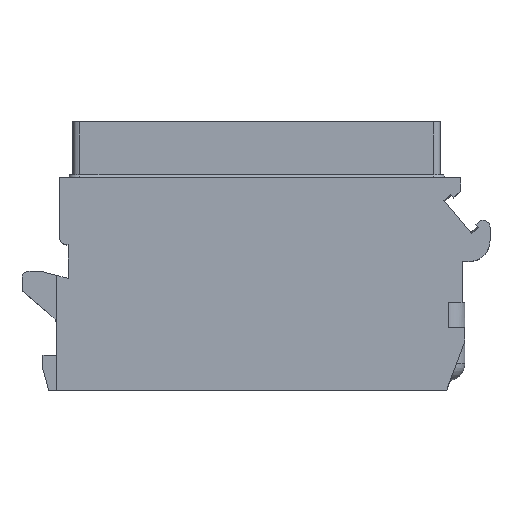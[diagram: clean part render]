
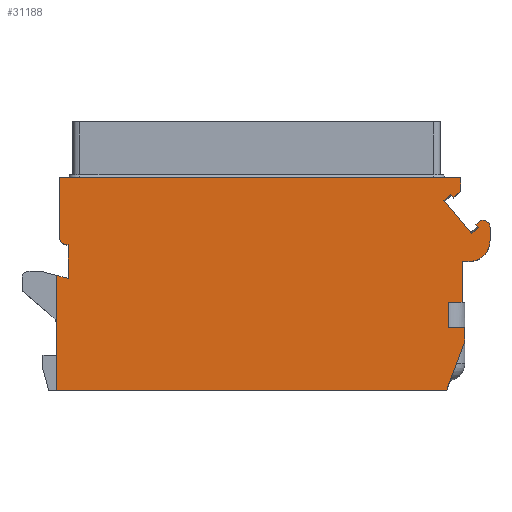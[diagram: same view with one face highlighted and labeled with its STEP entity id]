
A CAD part, top view. The second image highlights one B-rep face of the part: STEP entity #31188.
In plain terms, the highlighted planar face has unit normal (0, 0, 1).
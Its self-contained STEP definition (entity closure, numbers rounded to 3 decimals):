
#98=DIRECTION('',(0.643,-0.766,0.));
#99=VECTOR('',#98,0.3);
#100=CARTESIAN_POINT('',(15.698,11.873,7.));
#101=LINE('',#100,#99);
#102=DIRECTION('',(0.766,0.643,0.));
#103=VECTOR('',#102,0.236);
#104=CARTESIAN_POINT('',(15.698,11.873,7.));
#105=LINE('',#104,#103);
#106=DIRECTION('',(0.,1.,0.));
#107=VECTOR('',#106,0.942);
#108=CARTESIAN_POINT('',(16.7,10.7,7.));
#109=LINE('',#108,#107);
#110=DIRECTION('',(-1.,0.,0.));
#111=VECTOR('',#110,0.5);
#112=CARTESIAN_POINT('',(15.2,9.2,7.));
#113=LINE('',#112,#111);
#114=DIRECTION('',(0.,-1.,0.));
#115=VECTOR('',#114,2.9);
#116=CARTESIAN_POINT('',(14.7,9.2,7.));
#117=LINE('',#116,#115);
#118=DIRECTION('',(-1.,0.,0.));
#119=VECTOR('',#118,1.);
#120=CARTESIAN_POINT('',(14.7,6.3,7.));
#121=LINE('',#120,#119);
#122=DIRECTION('',(0.,-1.,0.));
#123=VECTOR('',#122,1.8);
#124=CARTESIAN_POINT('',(13.7,6.3,7.));
#125=LINE('',#124,#123);
#126=DIRECTION('',(1.,0.,0.));
#127=VECTOR('',#126,1.2);
#128=CARTESIAN_POINT('',(13.7,4.5,7.));
#129=LINE('',#128,#127);
#130=DIRECTION('',(0.,-1.,0.));
#131=VECTOR('',#130,1.);
#132=CARTESIAN_POINT('',(14.9,4.5,7.));
#133=LINE('',#132,#131);
#134=DIRECTION('',(-0.348,-0.937,0.));
#135=VECTOR('',#134,3.734);
#136=CARTESIAN_POINT('',(14.9,3.5,7.));
#137=LINE('',#136,#135);
#138=DIRECTION('',(1.,0.,0.));
#139=VECTOR('',#138,27.9);
#140=CARTESIAN_POINT('',(-14.3,0.,7.));
#141=LINE('',#140,#139);
#142=DIRECTION('',(0.966,-0.259,0.));
#143=VECTOR('',#142,0.828);
#144=CARTESIAN_POINT('',(-14.3,8.205,7.));
#145=LINE('',#144,#143);
#146=DIRECTION('',(0.,1.,0.));
#147=VECTOR('',#146,2.409);
#148=CARTESIAN_POINT('',(-13.5,7.991,7.));
#149=LINE('',#148,#147);
#150=DIRECTION('',(-1.,0.,0.));
#151=VECTOR('',#150,0.1);
#152=CARTESIAN_POINT('',(-13.5,10.4,7.));
#153=LINE('',#152,#151);
#154=CARTESIAN_POINT('',(-13.6,10.9,7.));
#155=DIRECTION('',(0.,0.,1.));
#156=DIRECTION('',(-1.,0.,0.));
#157=AXIS2_PLACEMENT_3D('',#154,#155,#156);
#159=DIRECTION('',(0.,-1.,0.));
#160=VECTOR('',#159,4.3);
#161=CARTESIAN_POINT('',(-14.1,15.2,7.));
#162=LINE('',#161,#160);
#163=DIRECTION('',(-1.,0.,0.));
#164=VECTOR('',#163,28.7);
#165=CARTESIAN_POINT('',(14.6,15.2,7.));
#166=LINE('',#165,#164);
#167=DIRECTION('',(0.,-1.,0.));
#168=VECTOR('',#167,0.985);
#169=CARTESIAN_POINT('',(14.6,15.2,7.));
#170=LINE('',#169,#168);
#171=DIRECTION('',(-0.766,-0.643,0.));
#172=VECTOR('',#171,0.665);
#173=CARTESIAN_POINT('',(14.6,14.215,7.));
#174=LINE('',#173,#172);
#175=DIRECTION('',(0.643,-0.766,0.));
#176=VECTOR('',#175,0.3);
#177=CARTESIAN_POINT('',(13.898,14.018,7.));
#178=LINE('',#177,#176);
#179=DIRECTION('',(0.643,-0.766,0.));
#180=VECTOR('',#179,3.1);
#181=CARTESIAN_POINT('',(13.4,13.6,7.));
#182=LINE('',#181,#180);
#195=CARTESIAN_POINT('',(16.2,11.642,7.));
#196=DIRECTION('',(0.,0.,1.));
#197=DIRECTION('',(1.,0.,0.));
#198=AXIS2_PLACEMENT_3D('',#195,#196,#197);
#222=CARTESIAN_POINT('',(15.2,10.7,7.));
#223=DIRECTION('',(0.,0.,-1.));
#224=DIRECTION('',(1.,0.,0.));
#225=AXIS2_PLACEMENT_3D('',#222,#223,#224);
#448=DIRECTION('',(0.,-1.,0.));
#449=VECTOR('',#448,8.205);
#450=CARTESIAN_POINT('',(-14.3,8.205,7.));
#451=LINE('',#450,#449);
#664=DIRECTION('',(0.766,0.643,0.));
#665=VECTOR('',#664,0.65);
#666=CARTESIAN_POINT('',(13.4,13.6,7.));
#667=LINE('',#666,#665);
#688=DIRECTION('',(-0.766,-0.643,0.));
#689=VECTOR('',#688,0.65);
#690=CARTESIAN_POINT('',(15.891,11.643,7.));
#691=LINE('',#690,#689);
#24424=CARTESIAN_POINT('',(-13.5,7.991,7.));
#24425=CARTESIAN_POINT('',(-13.5,10.4,7.));
#24426=VERTEX_POINT('',#24424);
#24427=VERTEX_POINT('',#24425);
#24428=CARTESIAN_POINT('',(-14.1,10.9,7.));
#24429=CARTESIAN_POINT('',(-13.6,10.4,7.));
#24430=VERTEX_POINT('',#24428);
#24431=VERTEX_POINT('',#24429);
#24432=CARTESIAN_POINT('',(-14.1,15.2,7.));
#24433=VERTEX_POINT('',#24432);
#24434=CARTESIAN_POINT('',(-14.3,8.205,7.));
#24436=VERTEX_POINT('',#24434);
#24446=CARTESIAN_POINT('',(-14.3,0.,7.));
#24447=VERTEX_POINT('',#24446);
#24490=CARTESIAN_POINT('',(14.7,9.2,7.));
#24492=VERTEX_POINT('',#24490);
#24506=CARTESIAN_POINT('',(14.7,6.3,7.));
#24507=CARTESIAN_POINT('',(13.7,6.3,7.));
#24508=VERTEX_POINT('',#24506);
#24509=VERTEX_POINT('',#24507);
#24510=CARTESIAN_POINT('',(13.7,4.5,7.));
#24511=VERTEX_POINT('',#24510);
#24512=CARTESIAN_POINT('',(14.9,4.5,7.));
#24513=VERTEX_POINT('',#24512);
#24514=CARTESIAN_POINT('',(14.9,3.5,7.));
#24515=VERTEX_POINT('',#24514);
#24516=CARTESIAN_POINT('',(13.6,0.,7.));
#24517=VERTEX_POINT('',#24516);
#24519=CARTESIAN_POINT('',(16.7,10.7,7.));
#24521=VERTEX_POINT('',#24519);
#24523=CARTESIAN_POINT('',(15.2,9.2,7.));
#24525=VERTEX_POINT('',#24523);
#24547=CARTESIAN_POINT('',(14.6,15.2,7.));
#24548=CARTESIAN_POINT('',(14.6,14.215,7.));
#24549=VERTEX_POINT('',#24547);
#24550=VERTEX_POINT('',#24548);
#24552=CARTESIAN_POINT('',(16.7,11.642,7.));
#24554=VERTEX_POINT('',#24552);
#24556=CARTESIAN_POINT('',(15.879,12.025,7.));
#24558=VERTEX_POINT('',#24556);
#26888=CARTESIAN_POINT('',(15.393,11.225,7.));
#26890=VERTEX_POINT('',#26888);
#26898=CARTESIAN_POINT('',(13.4,13.6,7.));
#26899=VERTEX_POINT('',#26898);
#26904=CARTESIAN_POINT('',(14.091,13.788,7.));
#26905=VERTEX_POINT('',#26904);
#26907=CARTESIAN_POINT('',(13.898,14.018,7.));
#26909=VERTEX_POINT('',#26907);
#26914=CARTESIAN_POINT('',(15.698,11.873,7.));
#26915=VERTEX_POINT('',#26914);
#26916=CARTESIAN_POINT('',(15.891,11.643,7.));
#26918=VERTEX_POINT('',#26916);
#31130=CARTESIAN_POINT('',(0.,0.,7.));
#31131=DIRECTION('',(0.,0.,1.));
#31132=DIRECTION('',(1.,0.,0.));
#31133=AXIS2_PLACEMENT_3D('',#31130,#31131,#31132);
#31134=PLANE('',#31133);
#31135=ORIENTED_EDGE('',*,*,#31120,.F.);
#31137=ORIENTED_EDGE('',*,*,#31136,.T.);
#31139=ORIENTED_EDGE('',*,*,#31138,.F.);
#31141=ORIENTED_EDGE('',*,*,#31140,.F.);
#31143=ORIENTED_EDGE('',*,*,#31142,.T.);
#31145=ORIENTED_EDGE('',*,*,#31144,.T.);
#31147=ORIENTED_EDGE('',*,*,#31146,.T.);
#31149=ORIENTED_EDGE('',*,*,#31148,.T.);
#31151=ORIENTED_EDGE('',*,*,#31150,.T.);
#31153=ORIENTED_EDGE('',*,*,#31152,.T.);
#31155=ORIENTED_EDGE('',*,*,#31154,.T.);
#31157=ORIENTED_EDGE('',*,*,#31156,.T.);
#31159=ORIENTED_EDGE('',*,*,#31158,.F.);
#31161=ORIENTED_EDGE('',*,*,#31160,.F.);
#31163=ORIENTED_EDGE('',*,*,#31162,.T.);
#31165=ORIENTED_EDGE('',*,*,#31164,.T.);
#31167=ORIENTED_EDGE('',*,*,#31166,.T.);
#31169=ORIENTED_EDGE('',*,*,#31168,.F.);
#31171=ORIENTED_EDGE('',*,*,#31170,.F.);
#31173=ORIENTED_EDGE('',*,*,#31172,.F.);
#31175=ORIENTED_EDGE('',*,*,#31174,.T.);
#31177=ORIENTED_EDGE('',*,*,#31176,.T.);
#31179=ORIENTED_EDGE('',*,*,#31178,.F.);
#31181=ORIENTED_EDGE('',*,*,#31180,.F.);
#31183=ORIENTED_EDGE('',*,*,#31182,.T.);
#31185=ORIENTED_EDGE('',*,*,#31184,.F.);
#31186=EDGE_LOOP('',(#31135,#31137,#31139,#31141,#31143,#31145,#31147,#31149,
#31151,#31153,#31155,#31157,#31159,#31161,#31163,#31165,#31167,#31169,#31171,
#31173,#31175,#31177,#31179,#31181,#31183,#31185));
#31187=FACE_OUTER_BOUND('',#31186,.F.);
#31188=ADVANCED_FACE('',(#31187),#31134,.T.);
#158=CIRCLE('',#157,0.5);
#199=CIRCLE('',#198,0.5);
#226=CIRCLE('',#225,1.5);
#31120=EDGE_CURVE('',#26915,#26918,#101,.T.);
#31136=EDGE_CURVE('',#26915,#24558,#105,.T.);
#31138=EDGE_CURVE('',#24554,#24558,#199,.T.);
#31140=EDGE_CURVE('',#24521,#24554,#109,.T.);
#31142=EDGE_CURVE('',#24521,#24525,#226,.T.);
#31144=EDGE_CURVE('',#24525,#24492,#113,.T.);
#31146=EDGE_CURVE('',#24492,#24508,#117,.T.);
#31148=EDGE_CURVE('',#24508,#24509,#121,.T.);
#31150=EDGE_CURVE('',#24509,#24511,#125,.T.);
#31152=EDGE_CURVE('',#24511,#24513,#129,.T.);
#31154=EDGE_CURVE('',#24513,#24515,#133,.T.);
#31156=EDGE_CURVE('',#24515,#24517,#137,.T.);
#31158=EDGE_CURVE('',#24447,#24517,#141,.T.);
#31160=EDGE_CURVE('',#24436,#24447,#451,.T.);
#31162=EDGE_CURVE('',#24436,#24426,#145,.T.);
#31164=EDGE_CURVE('',#24426,#24427,#149,.T.);
#31166=EDGE_CURVE('',#24427,#24431,#153,.T.);
#31168=EDGE_CURVE('',#24430,#24431,#158,.T.);
#31170=EDGE_CURVE('',#24433,#24430,#162,.T.);
#31172=EDGE_CURVE('',#24549,#24433,#166,.T.);
#31174=EDGE_CURVE('',#24549,#24550,#170,.T.);
#31176=EDGE_CURVE('',#24550,#26905,#174,.T.);
#31178=EDGE_CURVE('',#26909,#26905,#178,.T.);
#31180=EDGE_CURVE('',#26899,#26909,#667,.T.);
#31182=EDGE_CURVE('',#26899,#26890,#182,.T.);
#31184=EDGE_CURVE('',#26918,#26890,#691,.T.);
